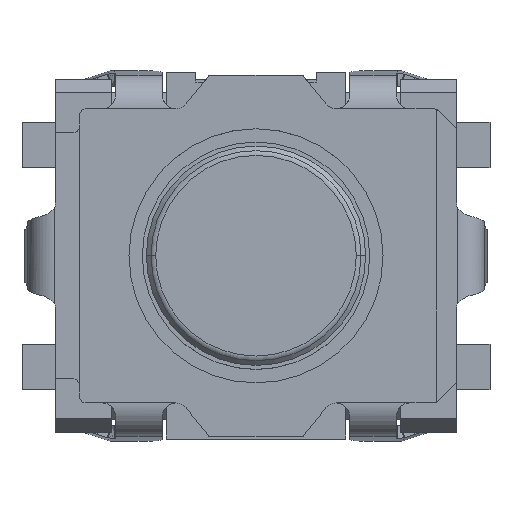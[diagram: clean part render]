
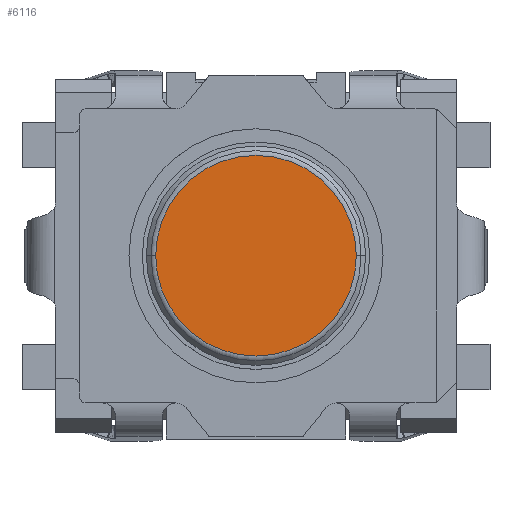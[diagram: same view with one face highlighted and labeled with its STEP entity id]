
A CAD part, top view. The second image highlights one B-rep face of the part: STEP entity #6116.
In plain terms, the highlighted face is planar.
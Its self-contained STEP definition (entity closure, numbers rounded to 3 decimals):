
#1866 = CARTESIAN_POINT ( 'NONE',  ( 0.75, 1.35, 0. ) ) ;
#2187 = CARTESIAN_POINT ( 'NONE',  ( -0.75, 1.35, 0. ) ) ;
#2221 = CIRCLE ( 'NONE', #2238, 0.75 ) ;
#2235 = DIRECTION ( 'NONE',  ( -1., 0., 0. ) ) ;
#2236 = DIRECTION ( 'NONE',  ( 0., -1., 0. ) ) ;
#2237 = CARTESIAN_POINT ( 'NONE',  ( 0., 1.35, 0. ) ) ;
#2238 = AXIS2_PLACEMENT_3D ( 'NONE', #2237, #2236, #2235 ) ;
#2585 = DIRECTION ( 'NONE',  ( -1., 0., 0. ) ) ;
#2607 = CIRCLE ( 'NONE', #2613, 0.75 ) ;
#2613 = AXIS2_PLACEMENT_3D ( 'NONE', #2667, #2649, #2585 ) ;
#2649 = DIRECTION ( 'NONE',  ( 0., -1., 0. ) ) ;
#2667 = CARTESIAN_POINT ( 'NONE',  ( 0., 1.35, 0. ) ) ;
#2856 = PLANE ( 'NONE',  #2859 ) ;
#2858 = DIRECTION ( 'NONE',  ( -1., 0., 0. ) ) ;
#2859 = AXIS2_PLACEMENT_3D ( 'NONE', #2861, #2860, #2858 ) ;
#2860 = DIRECTION ( 'NONE',  ( 0., -1., 0. ) ) ;
#2861 = CARTESIAN_POINT ( 'NONE',  ( 0., 1.35, 0. ) ) ;
#2866 = FACE_OUTER_BOUND ( 'NONE', #6114, .T. ) ;
#6061 = EDGE_CURVE ( 'NONE', #13093, #13260, #2607, .T. ) ;
#6111 = ORIENTED_EDGE ( 'NONE', *, *, #6061, .F. ) ;
#6113 = ORIENTED_EDGE ( 'NONE', *, *, #13296, .F. ) ;
#6114 = EDGE_LOOP ( 'NONE', ( #6113, #6111 ) ) ;
#6116 = ADVANCED_FACE ( 'NONE', ( #2866 ), #2856, .F. ) ;
#13093 = VERTEX_POINT ( 'NONE', #1866 ) ;
#13260 = VERTEX_POINT ( 'NONE', #2187 ) ;
#13296 = EDGE_CURVE ( 'NONE', #13260, #13093, #2221, .T. ) ;
